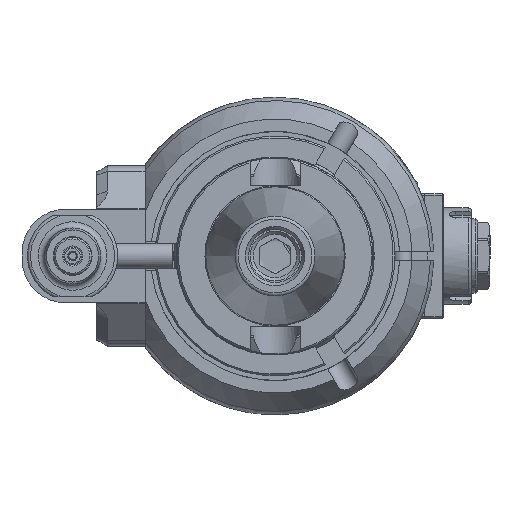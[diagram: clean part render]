
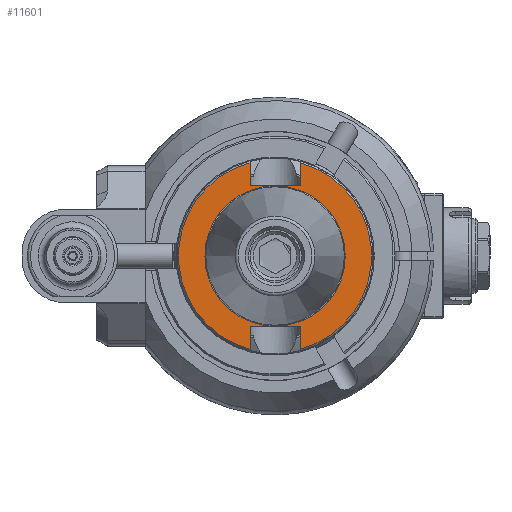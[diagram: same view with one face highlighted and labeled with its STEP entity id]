
A CAD part, left-side view. The second image highlights one B-rep face of the part: STEP entity #11601.
In plain terms, the highlighted planar face has unit normal (-1, 0, 0).
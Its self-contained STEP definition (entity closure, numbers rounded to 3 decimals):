
#502=FACE_BOUND('',#2366,.T.);
#928=CIRCLE('',#12781,22.525);
#930=CIRCLE('',#12784,31.);
#931=CIRCLE('',#12785,31.);
#1588=FACE_OUTER_BOUND('',#2365,.T.);
#2365=EDGE_LOOP('',(#10123,#10124,#10125,#10126,#10127,#10128,#10129,#10130));
#2366=EDGE_LOOP('',(#10131));
#3165=LINE('',#50111,#3960);
#3166=LINE('',#50113,#3961);
#3167=LINE('',#50115,#3962);
#3168=LINE('',#50119,#3963);
#3169=LINE('',#50121,#3964);
#3170=LINE('',#50122,#3965);
#3960=VECTOR('',#15688,7.337);
#3961=VECTOR('',#15689,16.1);
#3962=VECTOR('',#15690,7.337);
#3963=VECTOR('',#15693,7.337);
#3964=VECTOR('',#15694,16.1);
#3965=VECTOR('',#15695,7.337);
#5396=VERTEX_POINT('',#50103);
#5397=VERTEX_POINT('',#50107);
#5398=VERTEX_POINT('',#50108);
#5399=VERTEX_POINT('',#50110);
#5400=VERTEX_POINT('',#50112);
#5401=VERTEX_POINT('',#50114);
#5402=VERTEX_POINT('',#50116);
#5403=VERTEX_POINT('',#50118);
#5404=VERTEX_POINT('',#50120);
#7002=EDGE_CURVE('',#5396,#5396,#928,.T.);
#7004=EDGE_CURVE('',#5397,#5398,#930,.T.);
#7005=EDGE_CURVE('',#5399,#5398,#3165,.T.);
#7006=EDGE_CURVE('',#5399,#5400,#3166,.T.);
#7007=EDGE_CURVE('',#5401,#5400,#3167,.T.);
#7008=EDGE_CURVE('',#5401,#5402,#931,.T.);
#7009=EDGE_CURVE('',#5403,#5402,#3168,.T.);
#7010=EDGE_CURVE('',#5404,#5403,#3169,.T.);
#7011=EDGE_CURVE('',#5397,#5404,#3170,.T.);
#10123=ORIENTED_EDGE('',*,*,#7004,.T.);
#10124=ORIENTED_EDGE('',*,*,#7005,.F.);
#10125=ORIENTED_EDGE('',*,*,#7006,.T.);
#10126=ORIENTED_EDGE('',*,*,#7007,.F.);
#10127=ORIENTED_EDGE('',*,*,#7008,.T.);
#10128=ORIENTED_EDGE('',*,*,#7009,.F.);
#10129=ORIENTED_EDGE('',*,*,#7010,.F.);
#10130=ORIENTED_EDGE('',*,*,#7011,.F.);
#10131=ORIENTED_EDGE('',*,*,#7002,.T.);
#10972=PLANE('',#12783);
#11601=ADVANCED_FACE('',(#1588,#502),#10972,.F.);
#12781=AXIS2_PLACEMENT_3D('',#50104,#15680,#15681);
#12783=AXIS2_PLACEMENT_3D('',#50106,#15684,#15685);
#12784=AXIS2_PLACEMENT_3D('',#50109,#15686,#15687);
#12785=AXIS2_PLACEMENT_3D('',#50117,#15691,#15692);
#15680=DIRECTION('center_axis',(1.,0.,0.));
#15681=DIRECTION('ref_axis',(0.,1.,0.));
#15684=DIRECTION('center_axis',(1.,0.,0.));
#15685=DIRECTION('ref_axis',(0.,-1.,0.));
#15686=DIRECTION('center_axis',(-1.,0.,0.));
#15687=DIRECTION('ref_axis',(0.,-0.26,-0.966));
#15688=DIRECTION('',(0.,0.,1.));
#15689=DIRECTION('',(0.,1.,0.));
#15690=DIRECTION('',(0.,0.,-1.));
#15691=DIRECTION('center_axis',(-1.,0.,0.));
#15692=DIRECTION('ref_axis',(0.,0.26,0.966));
#15693=DIRECTION('',(0.,0.,-1.));
#15694=DIRECTION('',(0.,1.,0.));
#15695=DIRECTION('',(0.,0.,1.));
#50103=CARTESIAN_POINT('',(-84.,22.525,0.));
#50104=CARTESIAN_POINT('Origin',(-84.,0.,0.));
#50106=CARTESIAN_POINT('Origin',(-84.,-22.675,0.));
#50107=CARTESIAN_POINT('',(-84.,-8.05,-29.937));
#50108=CARTESIAN_POINT('',(-84.,-8.05,29.937));
#50109=CARTESIAN_POINT('Origin',(-84.,0.,0.));
#50110=CARTESIAN_POINT('',(-84.,-8.05,22.6));
#50111=CARTESIAN_POINT('',(-84.,-8.05,22.6));
#50112=CARTESIAN_POINT('',(-84.,8.05,22.6));
#50113=CARTESIAN_POINT('',(-84.,-8.05,22.6));
#50114=CARTESIAN_POINT('',(-84.,8.05,29.937));
#50115=CARTESIAN_POINT('',(-84.,8.05,29.937));
#50116=CARTESIAN_POINT('',(-84.,8.05,-29.937));
#50117=CARTESIAN_POINT('Origin',(-84.,0.,0.));
#50118=CARTESIAN_POINT('',(-84.,8.05,-22.6));
#50119=CARTESIAN_POINT('',(-84.,8.05,-22.6));
#50120=CARTESIAN_POINT('',(-84.,-8.05,-22.6));
#50121=CARTESIAN_POINT('',(-84.,-8.05,-22.6));
#50122=CARTESIAN_POINT('',(-84.,-8.05,-29.937));
